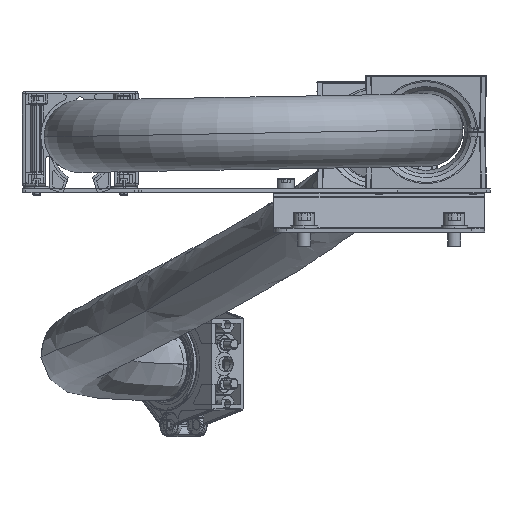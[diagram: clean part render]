
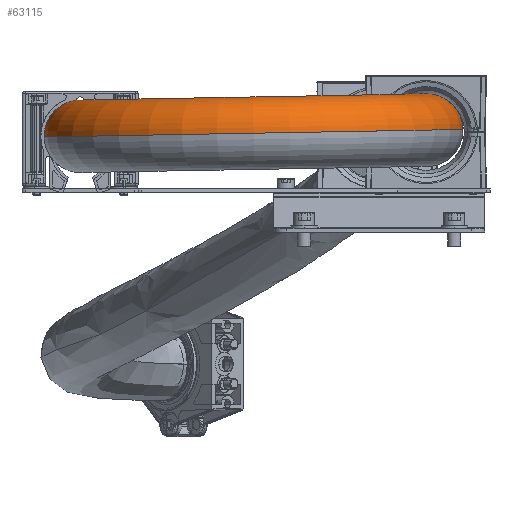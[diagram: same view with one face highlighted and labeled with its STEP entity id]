
A CAD part, left-side view. The second image highlights one B-rep face of the part: STEP entity #63115.
In plain terms, the highlighted toroidal (fillet/blend) face has major radius 131.371 mm and minor radius 27.5 mm.
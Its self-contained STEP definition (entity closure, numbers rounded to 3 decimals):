
#27 = VERTEX_POINT ( 'NONE', #28851 ) ;
#1675 = DIRECTION ( 'NONE',  ( 0., 0.018, 1. ) ) ;
#2813 = DIRECTION ( 'NONE',  ( 0., 0.018, 1. ) ) ;
#8016 = CIRCLE ( 'NONE', #93044, 27.5 ) ;
#9273 = CIRCLE ( 'NONE', #39474, 103.871 ) ;
#12738 = ORIENTED_EDGE ( 'NONE', *, *, #68505, .F. ) ;
#15320 = CARTESIAN_POINT ( 'NONE',  ( -128.039, -36., 1987.5 ) ) ;
#15618 = FACE_OUTER_BOUND ( 'NONE', #46122, .T. ) ;
#17096 = CARTESIAN_POINT ( 'NONE',  ( -128.039, 226.7, 2010.3 ) ) ;
#17167 = DIRECTION ( 'NONE',  ( 1., 0., 0. ) ) ;
#17758 = DIRECTION ( 'NONE',  ( 0., 0.919, 0.395 ) ) ;
#20574 = CARTESIAN_POINT ( 'NONE',  ( -128.039, 95.35, 1985.15 ) ) ;
#23417 = ORIENTED_EDGE ( 'NONE', *, *, #25489, .F. ) ;
#24581 = VERTEX_POINT ( 'NONE', #61271 ) ;
#25489 = EDGE_CURVE ( 'NONE', #27, #103392, #9273, .T. ) ;
#28361 = VERTEX_POINT ( 'NONE', #78024 ) ;
#28391 = AXIS2_PLACEMENT_3D ( 'NONE', #114959, #33927, #70020 ) ;
#28851 = CARTESIAN_POINT ( 'NONE',  ( -128.039, 199.204, 1983.292 ) ) ;
#29839 = ORIENTED_EDGE ( 'NONE', *, *, #115668, .T. ) ;
#32328 = DIRECTION ( 'NONE',  ( 0., -0.904, 0.427 ) ) ;
#32616 = ORIENTED_EDGE ( 'NONE', *, *, #39293, .T. ) ;
#33927 = DIRECTION ( 'NONE',  ( 0., 0.018, 1. ) ) ;
#39293 = EDGE_CURVE ( 'NONE', #105462, #24581, #91528, .T. ) ;
#39474 = AXIS2_PLACEMENT_3D ( 'NONE', #20574, #1675, #56645 ) ;
#41194 = CARTESIAN_POINT ( 'NONE',  ( -128.039, -36., 1987.5 ) ) ;
#42036 = ORIENTED_EDGE ( 'NONE', *, *, #95662, .T. ) ;
#42346 = AXIS2_PLACEMENT_3D ( 'NONE', #57797, #2813, #56624 ) ;
#44243 = CIRCLE ( 'NONE', #59391, 27.5 ) ;
#44316 = AXIS2_PLACEMENT_3D ( 'NONE', #15320, #89198, #51363 ) ;
#46122 = EDGE_LOOP ( 'NONE', ( #102916, #42036, #32616, #29839, #23417, #12738 ) ) ;
#49938 = DIRECTION ( 'NONE',  ( 1., 0., 0. ) ) ;
#50512 = CARTESIAN_POINT ( 'NONE',  ( -128.039, 226.7, 1982.8 ) ) ;
#51363 = DIRECTION ( 'NONE',  ( 0., -0.904, 0.427 ) ) ;
#56624 = DIRECTION ( 'NONE',  ( 0., -1., 0.018 ) ) ;
#56645 = DIRECTION ( 'NONE',  ( 0., -1., 0.018 ) ) ;
#57797 = CARTESIAN_POINT ( 'NONE',  ( -128.039, 95.35, 1985.15 ) ) ;
#59391 = AXIS2_PLACEMENT_3D ( 'NONE', #41194, #77302, #32328 ) ;
#60925 = VERTEX_POINT ( 'NONE', #17096 ) ;
#61271 = CARTESIAN_POINT ( 'NONE',  ( -128.039, -36., 2015. ) ) ;
#62113 = CARTESIAN_POINT ( 'NONE',  ( -128.039, 226.7, 1982.8 ) ) ;
#63115 = ADVANCED_FACE ( 'NONE', ( #15618 ), #71865, .T. ) ;
#67132 = DIRECTION ( 'NONE',  ( 0., 0.919, 0.395 ) ) ;
#68505 = EDGE_CURVE ( 'NONE', #60925, #27, #8016, .T. ) ;
#70020 = DIRECTION ( 'NONE',  ( 0., -1., 0.018 ) ) ;
#71865 = TOROIDAL_SURFACE ( 'NONE', #28391, 131.371, 27.5 ) ;
#75831 = EDGE_CURVE ( 'NONE', #28361, #60925, #76842, .T. ) ;
#76842 = CIRCLE ( 'NONE', #114377, 27.5 ) ;
#77302 = DIRECTION ( 'NONE',  ( -1., 0., 0. ) ) ;
#78024 = CARTESIAN_POINT ( 'NONE',  ( -128.039, 254.196, 1982.308 ) ) ;
#89198 = DIRECTION ( 'NONE',  ( -1., 0., 0. ) ) ;
#91528 = CIRCLE ( 'NONE', #44316, 27.5 ) ;
#93044 = AXIS2_PLACEMENT_3D ( 'NONE', #62113, #17167, #17758 ) ;
#95662 = EDGE_CURVE ( 'NONE', #28361, #105462, #115951, .T. ) ;
#95762 = CARTESIAN_POINT ( 'NONE',  ( -128.039, -8.504, 1987.008 ) ) ;
#96084 = CARTESIAN_POINT ( 'NONE',  ( -128.039, -63.496, 1987.992 ) ) ;
#102916 = ORIENTED_EDGE ( 'NONE', *, *, #75831, .F. ) ;
#103392 = VERTEX_POINT ( 'NONE', #95762 ) ;
#105462 = VERTEX_POINT ( 'NONE', #96084 ) ;
#114377 = AXIS2_PLACEMENT_3D ( 'NONE', #50512, #49938, #67132 ) ;
#114959 = CARTESIAN_POINT ( 'NONE',  ( -128.039, 95.35, 1985.15 ) ) ;
#115668 = EDGE_CURVE ( 'NONE', #24581, #103392, #44243, .T. ) ;
#115951 = CIRCLE ( 'NONE', #42346, 158.871 ) ;
